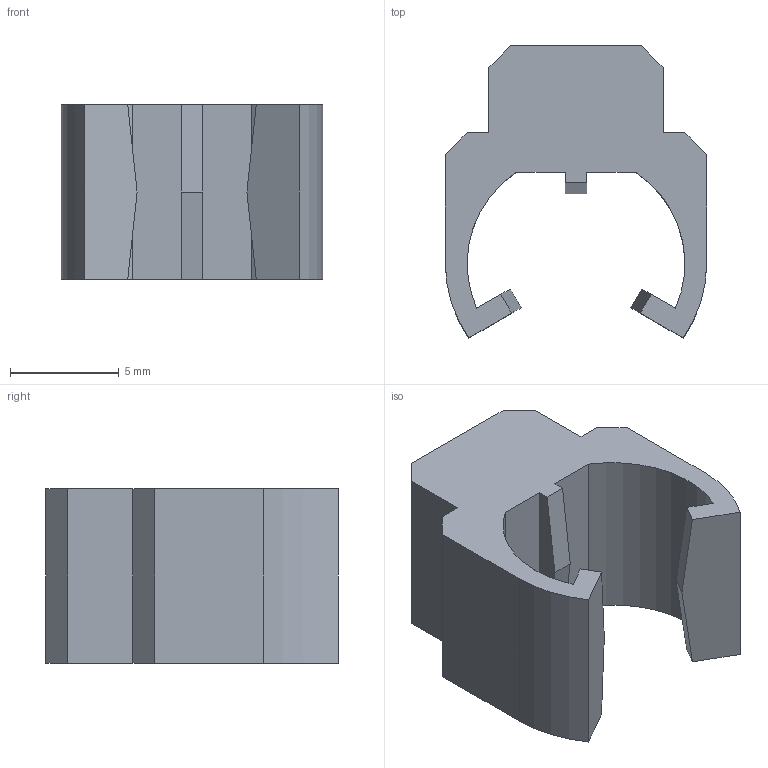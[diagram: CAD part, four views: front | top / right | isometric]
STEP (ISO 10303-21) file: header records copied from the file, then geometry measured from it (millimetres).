
FILE_DESCRIPTION (( 'STEP AP214' ), '1' );
FILE_NAME ('6mm prusa bushing 01.STEP', '2011-02-18T23:14:58', ( 'Owner' ), ( '22ndstreetcomputers.com' ), 'SwSTEP 2.0', 'SolidWorks 2010', '' );
FILE_SCHEMA (( 'AUTOMOTIVE_DESIGN' ));
Length unit declared in the file: millimetre
Products named in the file (1): 6mm prusa bushing 01
Bounding box: 12 x 13.42 x 8 mm (x, y, z)
Volume: 581.5 mm3; surface area: 739.1 mm2
Topology: 1 solids, 1 shells, 35 faces, 96 edges, 64 vertices
Faces by surface type: plane 28, cylinder 7
Entity records: 1138 total; most frequent: CARTESIAN_POINT 196, ORIENTED_EDGE 192, DIRECTION 182, EDGE_CURVE 96, VECTOR 82, LINE 82, VERTEX_POINT 64, AXIS2_PLACEMENT_3D 50
